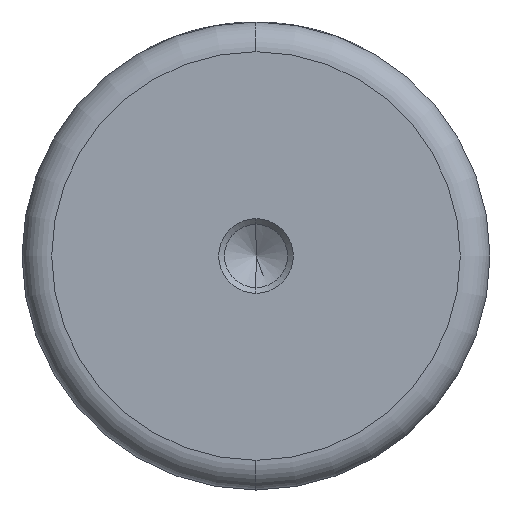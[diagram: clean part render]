
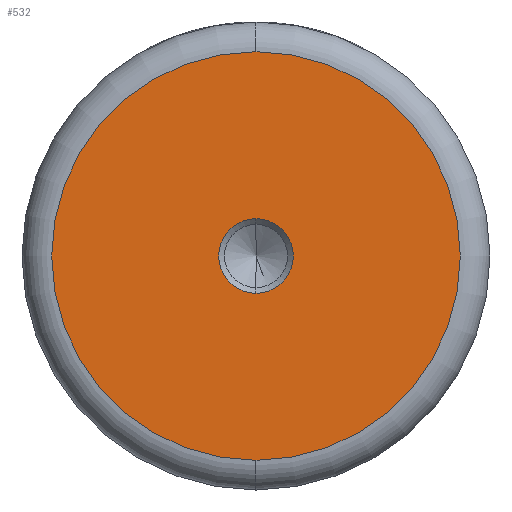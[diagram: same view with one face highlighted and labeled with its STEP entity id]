
A CAD part, left-side view. The second image highlights one B-rep face of the part: STEP entity #532.
In plain terms, the highlighted planar face has unit normal (-1, 0, 0).
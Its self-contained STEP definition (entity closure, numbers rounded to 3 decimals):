
#6 = ORIENTED_EDGE ( 'NONE', *, *, #1191, .F. ) ;
#10 = FACE_BOUND ( 'NONE', #215, .T. ) ;
#46 = CARTESIAN_POINT ( 'NONE',  ( 0., 0., 0. ) ) ;
#97 = VERTEX_POINT ( 'NONE', #718 ) ;
#215 = EDGE_LOOP ( 'NONE', ( #698, #6 ) ) ;
#228 = CIRCLE ( 'NONE', #269, 5.025 ) ;
#231 = DIRECTION ( 'NONE',  ( -1., 0., 0. ) ) ;
#269 = AXIS2_PLACEMENT_3D ( 'NONE', #293, #1094, #413 ) ;
#293 = CARTESIAN_POINT ( 'NONE',  ( 0., 0., 0. ) ) ;
#296 = DIRECTION ( 'NONE',  ( -1., 0., 0. ) ) ;
#357 = EDGE_LOOP ( 'NONE', ( #528, #499 ) ) ;
#368 = AXIS2_PLACEMENT_3D ( 'NONE', #1341, #642, #1457 ) ;
#413 = DIRECTION ( 'NONE',  ( 0., 0., 1. ) ) ;
#443 = CARTESIAN_POINT ( 'NONE',  ( 0., 0., 0. ) ) ;
#499 = ORIENTED_EDGE ( 'NONE', *, *, #1511, .T. ) ;
#528 = ORIENTED_EDGE ( 'NONE', *, *, #605, .T. ) ;
#532 = ADVANCED_FACE ( 'NONE', ( #10, #1296 ), #1228, .T. ) ;
#556 = DIRECTION ( 'NONE',  ( 0., 0., 1. ) ) ;
#593 = CIRCLE ( 'NONE', #1067, 27.5 ) ;
#605 = EDGE_CURVE ( 'NONE', #1328, #1347, #1308, .T. ) ;
#638 = AXIS2_PLACEMENT_3D ( 'NONE', #46, #296, #1466 ) ;
#642 = DIRECTION ( 'NONE',  ( -1., 0., 0. ) ) ;
#660 = CARTESIAN_POINT ( 'NONE',  ( 0., 0., -27.5 ) ) ;
#698 = ORIENTED_EDGE ( 'NONE', *, *, #1187, .F. ) ;
#718 = CARTESIAN_POINT ( 'NONE',  ( 0., 0., -5.025 ) ) ;
#738 = VERTEX_POINT ( 'NONE', #871 ) ;
#811 = CIRCLE ( 'NONE', #368, 5.025 ) ;
#871 = CARTESIAN_POINT ( 'NONE',  ( 0., 0., 5.025 ) ) ;
#928 = CARTESIAN_POINT ( 'NONE',  ( 0., 0., 0. ) ) ;
#1043 = DIRECTION ( 'NONE',  ( 0., 0., 1. ) ) ;
#1067 = AXIS2_PLACEMENT_3D ( 'NONE', #928, #231, #1043 ) ;
#1094 = DIRECTION ( 'NONE',  ( -1., 0., 0. ) ) ;
#1186 = AXIS2_PLACEMENT_3D ( 'NONE', #443, #1250, #556 ) ;
#1187 = EDGE_CURVE ( 'NONE', #738, #97, #228, .T. ) ;
#1191 = EDGE_CURVE ( 'NONE', #97, #738, #811, .T. ) ;
#1228 = PLANE ( 'NONE',  #638 ) ;
#1250 = DIRECTION ( 'NONE',  ( -1., 0., 0. ) ) ;
#1296 = FACE_OUTER_BOUND ( 'NONE', #357, .T. ) ;
#1308 = CIRCLE ( 'NONE', #1186, 27.5 ) ;
#1328 = VERTEX_POINT ( 'NONE', #1377 ) ;
#1341 = CARTESIAN_POINT ( 'NONE',  ( 0., 0., 0. ) ) ;
#1347 = VERTEX_POINT ( 'NONE', #660 ) ;
#1377 = CARTESIAN_POINT ( 'NONE',  ( 0., 0., 27.5 ) ) ;
#1457 = DIRECTION ( 'NONE',  ( 0., 0., 1. ) ) ;
#1466 = DIRECTION ( 'NONE',  ( 0., 0., 1. ) ) ;
#1511 = EDGE_CURVE ( 'NONE', #1347, #1328, #593, .T. ) ;
